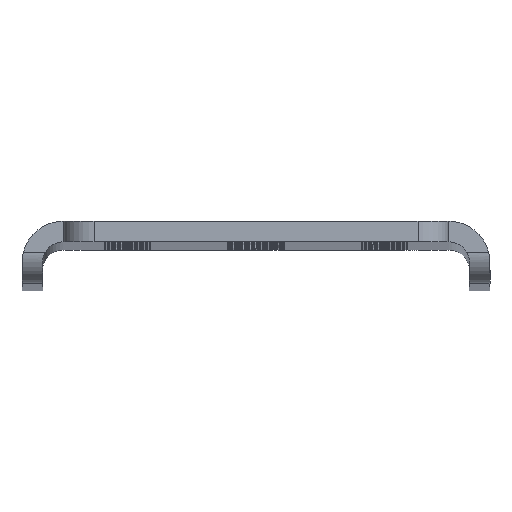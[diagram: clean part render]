
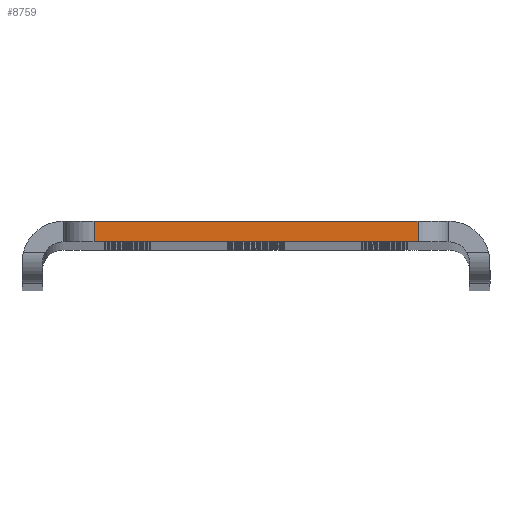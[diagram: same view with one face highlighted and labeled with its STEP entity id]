
A CAD part, top view. The second image highlights one B-rep face of the part: STEP entity #8759.
In plain terms, the highlighted planar face has unit normal (0, 0, 1).
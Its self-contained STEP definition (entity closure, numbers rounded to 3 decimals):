
#91 = VECTOR ( 'NONE', #11111, 1000. ) ;
#178 = DIRECTION ( 'NONE',  ( 1., 0., 0. ) ) ;
#342 = DIRECTION ( 'NONE',  ( 1., 0., 0. ) ) ;
#394 = VERTEX_POINT ( 'NONE', #9218 ) ;
#1194 = ORIENTED_EDGE ( 'NONE', *, *, #8566, .T. ) ;
#1199 = PLANE ( 'NONE',  #4162 ) ;
#1791 = VECTOR ( 'NONE', #178, 1000. ) ;
#1997 = FACE_OUTER_BOUND ( 'NONE', #8949, .T. ) ;
#2051 = DIRECTION ( 'NONE',  ( 0., 0., 1. ) ) ;
#2990 = VECTOR ( 'NONE', #7798, 1000. ) ;
#3327 = VERTEX_POINT ( 'NONE', #3755 ) ;
#3337 = CARTESIAN_POINT ( 'NONE',  ( -31.5, -4., 480.5 ) ) ;
#3479 = CARTESIAN_POINT ( 'NONE',  ( 45.5, 0., 480.5 ) ) ;
#3604 = VERTEX_POINT ( 'NONE', #8413 ) ;
#3638 = CARTESIAN_POINT ( 'NONE',  ( 45.5, -4., 480.5 ) ) ;
#3755 = CARTESIAN_POINT ( 'NONE',  ( 31.5, -4., 480.5 ) ) ;
#3810 = CARTESIAN_POINT ( 'NONE',  ( 45.5, -4., 480.5 ) ) ;
#3913 = ORIENTED_EDGE ( 'NONE', *, *, #8684, .T. ) ;
#4096 = CARTESIAN_POINT ( 'NONE',  ( 31.5, 0., 480.5 ) ) ;
#4162 = AXIS2_PLACEMENT_3D ( 'NONE', #3638, #2051, #342 ) ;
#4294 = DIRECTION ( 'NONE',  ( 0., 1., 0. ) ) ;
#5388 = EDGE_CURVE ( 'NONE', #3604, #394, #5888, .T. ) ;
#5506 = ORIENTED_EDGE ( 'NONE', *, *, #5388, .T. ) ;
#5840 = ORIENTED_EDGE ( 'NONE', *, *, #11124, .F. ) ;
#5888 = LINE ( 'NONE', #3337, #91 ) ;
#7038 = VECTOR ( 'NONE', #4294, 1000. ) ;
#7798 = DIRECTION ( 'NONE',  ( 1., 0., 0. ) ) ;
#8413 = CARTESIAN_POINT ( 'NONE',  ( -31.5, 0., 480.5 ) ) ;
#8566 = EDGE_CURVE ( 'NONE', #3327, #8874, #10139, .T. ) ;
#8684 = EDGE_CURVE ( 'NONE', #394, #3327, #9714, .T. ) ;
#8759 = ADVANCED_FACE ( 'NONE', ( #1997 ), #1199, .T. ) ;
#8874 = VERTEX_POINT ( 'NONE', #4096 ) ;
#8949 = EDGE_LOOP ( 'NONE', ( #5840, #5506, #3913, #1194 ) ) ;
#9218 = CARTESIAN_POINT ( 'NONE',  ( -31.5, -4., 480.5 ) ) ;
#9344 = CARTESIAN_POINT ( 'NONE',  ( 31.5, 0., 480.5 ) ) ;
#9714 = LINE ( 'NONE', #3810, #1791 ) ;
#10139 = LINE ( 'NONE', #9344, #7038 ) ;
#10564 = LINE ( 'NONE', #3479, #2990 ) ;
#11111 = DIRECTION ( 'NONE',  ( 0., -1., 0. ) ) ;
#11124 = EDGE_CURVE ( 'NONE', #3604, #8874, #10564, .T. ) ;
